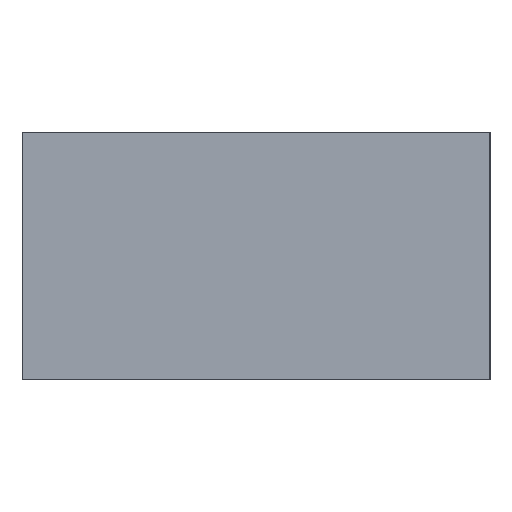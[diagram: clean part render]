
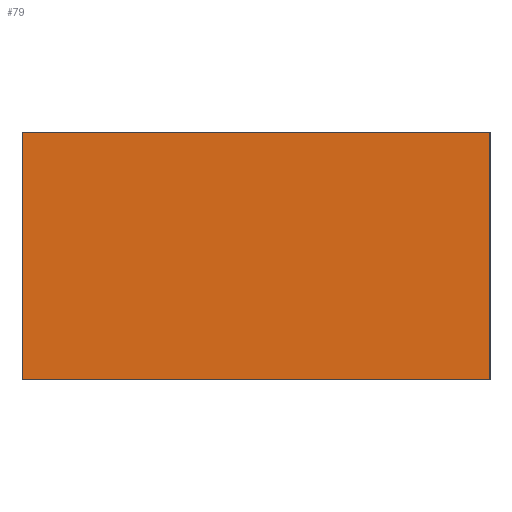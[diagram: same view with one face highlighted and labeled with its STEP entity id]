
A CAD part, left-side view. The second image highlights one B-rep face of the part: STEP entity #79.
In plain terms, the highlighted free-form (B-spline) face has degree [1, 1] with [2, 2] control points.
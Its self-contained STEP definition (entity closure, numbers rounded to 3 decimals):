
#11 = CARTESIAN_POINT ( 'NONE',  ( -1050., 2057.868, 1172.589 ) ) ;
#12 = CARTESIAN_POINT ( 'NONE',  ( -1050., 1995.52, 1232.848 ) ) ;
#14 = B_SPLINE_SURFACE_WITH_KNOTS ( 'NONE', 1, 1, ( 
 ( #178, #77 ),
 ( #11, #110 ) ),
 .UNSPECIFIED., .F., .F., .F.,
 ( 2, 2 ),
 ( 2, 2 ),
 ( 0., 1. ),
 ( 0., 1. ),
 .UNSPECIFIED. ) ;
#16 = CARTESIAN_POINT ( 'NONE',  ( -1050., 1919.638, 1232.848 ) ) ;
#19 = EDGE_CURVE ( 'NONE', #30, #43, #188, .T. ) ;
#24 = B_SPLINE_CURVE_WITH_KNOTS ( 'NONE', 3,
 ( #203, #95, #200, #12 ),
 .UNSPECIFIED., .F., .F.,
 ( 4, 4 ),
 ( 0., 1. ),
 .UNSPECIFIED. ) ;
#30 = VERTEX_POINT ( 'NONE', #241 ) ;
#34 = CARTESIAN_POINT ( 'NONE',  ( -1050., 1767.874, 1192.676 ) ) ;
#43 = VERTEX_POINT ( 'NONE', #54 ) ;
#49 = ORIENTED_EDGE ( 'NONE', *, *, #87, .F. ) ;
#54 = CARTESIAN_POINT ( 'NONE',  ( -1050., 1767.874, 1232.848 ) ) ;
#57 = CARTESIAN_POINT ( 'NONE',  ( -1050., 1767.874, 1232.848 ) ) ;
#68 = CARTESIAN_POINT ( 'NONE',  ( -1050., 1767.874, 1152.503 ) ) ;
#77 = CARTESIAN_POINT ( 'NONE',  ( -1050., 1705.525, 1172.589 ) ) ;
#79 = ADVANCED_FACE ( 'NONE', ( #128 ), #14, .F. ) ;
#87 = EDGE_CURVE ( 'NONE', #43, #160, #230, .T. ) ;
#95 = CARTESIAN_POINT ( 'NONE',  ( -1050., 1995.52, 1152.503 ) ) ;
#102 = EDGE_CURVE ( 'NONE', #125, #30, #24, .T. ) ;
#106 = ORIENTED_EDGE ( 'NONE', *, *, #19, .F. ) ;
#110 = CARTESIAN_POINT ( 'NONE',  ( -1050., 1881.697, 1348.761 ) ) ;
#119 = ORIENTED_EDGE ( 'NONE', *, *, #102, .F. ) ;
#125 = VERTEX_POINT ( 'NONE', #220 ) ;
#128 = FACE_OUTER_BOUND ( 'NONE', #218, .T. ) ;
#132 = CARTESIAN_POINT ( 'NONE',  ( -1050., 1767.874, 1112.33 ) ) ;
#138 = CARTESIAN_POINT ( 'NONE',  ( -1050., 1919.638, 1112.33 ) ) ;
#160 = VERTEX_POINT ( 'NONE', #164 ) ;
#164 = CARTESIAN_POINT ( 'NONE',  ( -1050., 1767.874, 1112.33 ) ) ;
#171 = ORIENTED_EDGE ( 'NONE', *, *, #175, .F. ) ;
#175 = EDGE_CURVE ( 'NONE', #160, #125, #213, .T. ) ;
#178 = CARTESIAN_POINT ( 'NONE',  ( -1050., 1881.697, 996.418 ) ) ;
#180 = CARTESIAN_POINT ( 'NONE',  ( -1050., 1995.52, 1232.848 ) ) ;
#188 = B_SPLINE_CURVE_WITH_KNOTS ( 'NONE', 3,
 ( #180, #16, #223, #199 ),
 .UNSPECIFIED., .F., .F.,
 ( 4, 4 ),
 ( 0., 1. ),
 .UNSPECIFIED. ) ;
#199 = CARTESIAN_POINT ( 'NONE',  ( -1050., 1767.874, 1232.848 ) ) ;
#200 = CARTESIAN_POINT ( 'NONE',  ( -1050., 1995.52, 1192.676 ) ) ;
#203 = CARTESIAN_POINT ( 'NONE',  ( -1050., 1995.52, 1112.33 ) ) ;
#208 = CARTESIAN_POINT ( 'NONE',  ( -1050., 1843.756, 1112.33 ) ) ;
#209 = CARTESIAN_POINT ( 'NONE',  ( -1050., 1995.52, 1112.33 ) ) ;
#213 = B_SPLINE_CURVE_WITH_KNOTS ( 'NONE', 3,
 ( #132, #208, #138, #209 ),
 .UNSPECIFIED., .F., .F.,
 ( 4, 4 ),
 ( 0., 1. ),
 .UNSPECIFIED. ) ;
#218 = EDGE_LOOP ( 'NONE', ( #119, #171, #49, #106 ) ) ;
#220 = CARTESIAN_POINT ( 'NONE',  ( -1050., 1995.52, 1112.33 ) ) ;
#222 = CARTESIAN_POINT ( 'NONE',  ( -1050., 1767.874, 1112.33 ) ) ;
#223 = CARTESIAN_POINT ( 'NONE',  ( -1050., 1843.756, 1232.848 ) ) ;
#230 = B_SPLINE_CURVE_WITH_KNOTS ( 'NONE', 3,
 ( #57, #34, #68, #222 ),
 .UNSPECIFIED., .F., .F.,
 ( 4, 4 ),
 ( 0., 1. ),
 .UNSPECIFIED. ) ;
#241 = CARTESIAN_POINT ( 'NONE',  ( -1050., 1995.52, 1232.848 ) ) ;
